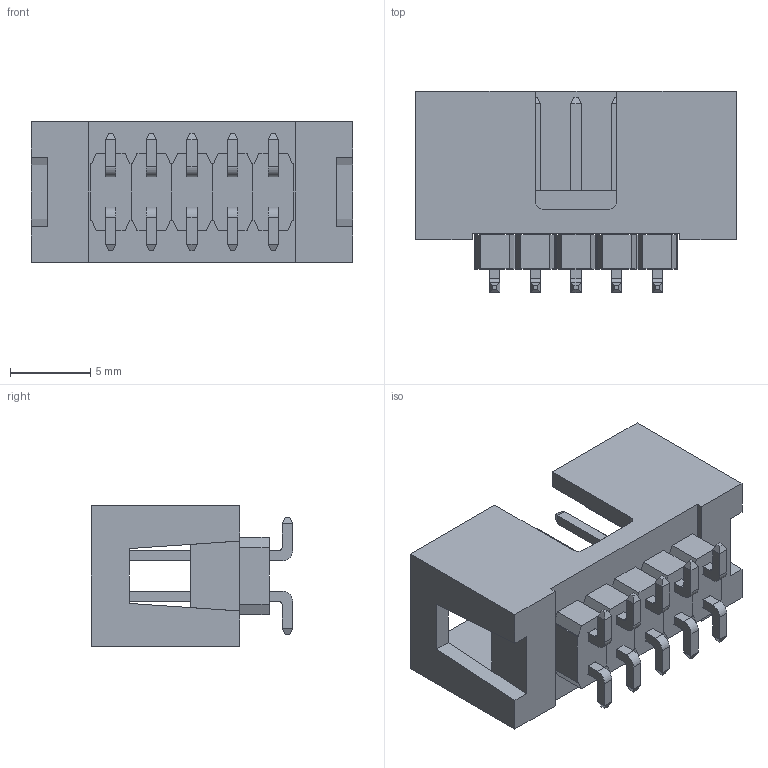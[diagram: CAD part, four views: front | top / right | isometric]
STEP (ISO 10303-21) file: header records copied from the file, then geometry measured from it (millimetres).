
FILE_DESCRIPTION(/* description */ (''),/* implementation_level */ '2;1');
FILE_NAME(/* name */ '52601-x10-8lf IDC connector.step',/* time_stamp */ '2018-10-13T18:35:50+01:00',/* author */ ('eric.n.tech'),/* organization */ (''),/* preprocessor_version */ 'ST-DEVELOPER v17.2',/* originating_system */ 'Autodesk Translation Framework v7.6.0.251',/* authorisation */ '');
FILE_SCHEMA (('AUTOMOTIVE_DESIGN { 1 0 10303 214 3 1 1 }'));
Length unit declared in the file: millimetre
Products named in the file (2): 52601-x10-8lf IDC connector; 52601-x10-8lf IDC connector_1
Assembly tree (1 placements, depth 2):
  52601-x10-8lf IDC connector
    52601-x10-8lf IDC connector_1
Bounding box: 20.07 x 12.57 x 8.76 mm (x, y, z)
Volume: 55.6 mm3; surface area: 1599.1 mm2
Topology: 10 solids, 16 shells, 263 faces, 774 edges, 534 vertices
Faces by surface type: plane 241, cylinder 22
Entity records: 8611 total; most frequent: CARTESIAN_POINT 1574, ORIENTED_EDGE 1352, DIRECTION 1350, EDGE_CURVE 774, LINE 730, VECTOR 730, VERTEX_POINT 534, AXIS2_PLACEMENT_3D 310
